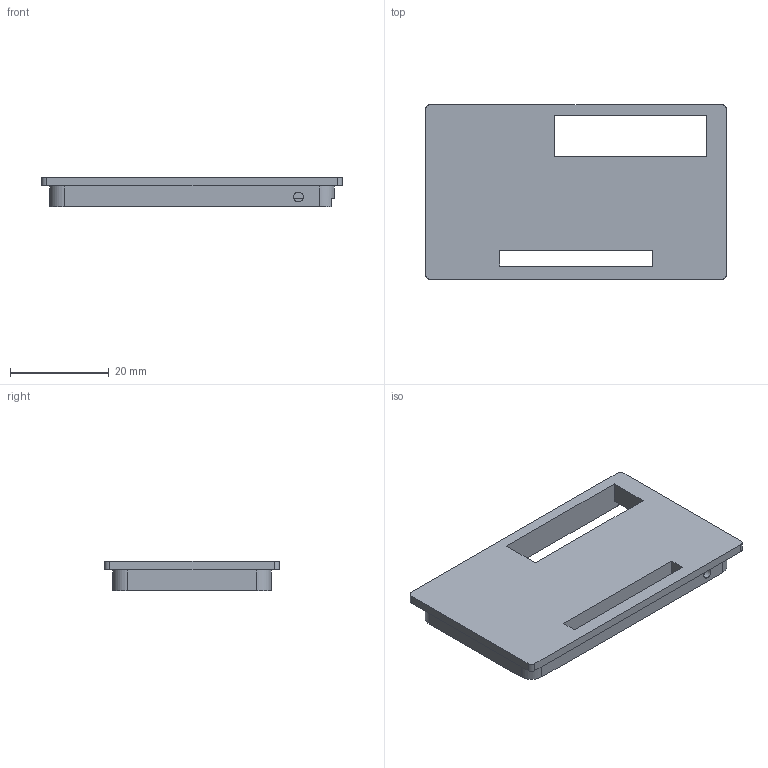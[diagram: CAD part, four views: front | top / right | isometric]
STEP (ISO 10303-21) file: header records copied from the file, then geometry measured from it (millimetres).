
FILE_DESCRIPTION(/* description */ (''),/* implementation_level */ '2;1');
FILE_NAME(/* name */ 'LID11.step',/* time_stamp */ '2024-06-07T09:56:53+01:00',/* author */ (''),/* organization */ (''),/* preprocessor_version */ 'ST-DEVELOPER v20',/* originating_system */ 'Autodesk Translation Framework v13.14.0.145',/* authorisation */ '');
FILE_SCHEMA (('AUTOMOTIVE_DESIGN { 1 0 10303 214 3 1 1 }'));
Length unit declared in the file: millimetre
Products named in the file (1): OpenSandwichA
Bounding box: 60.9 x 35.4 x 5.95 mm (x, y, z)
Volume: 4522.2 mm3; surface area: 5890 mm2
Topology: 1 solids, 1 shells, 67 faces, 192 edges, 127 vertices
Faces by surface type: plane 45, cylinder 16, bspline 6
Full cylindrical faces by diameter (mm): 2 x2
Entity records: 2449 total; most frequent: CARTESIAN_POINT 645, ORIENTED_EDGE 384, DIRECTION 340, EDGE_CURVE 192, LINE 142, VECTOR 142, VERTEX_POINT 127, AXIS2_PLACEMENT_3D 99
